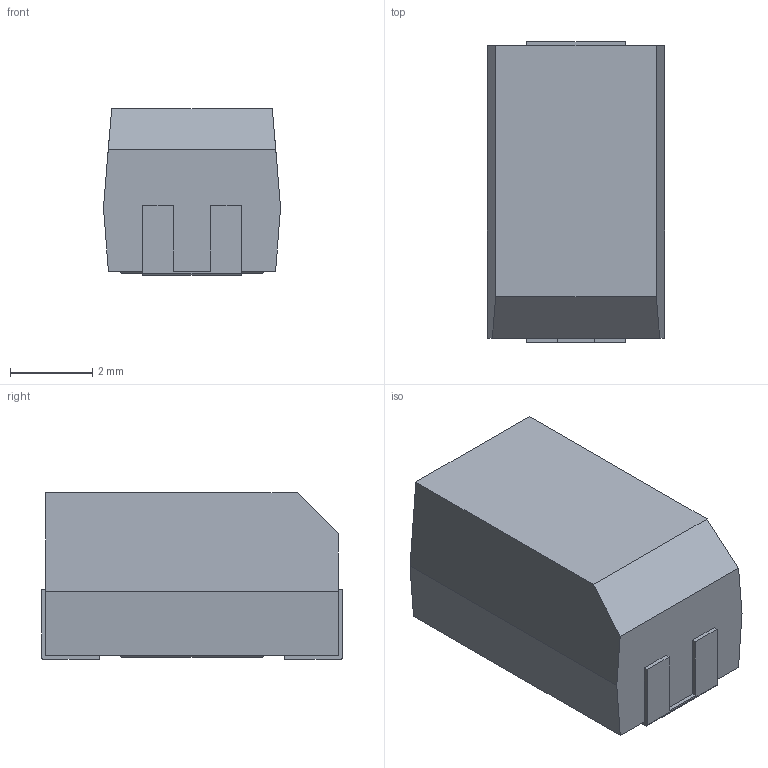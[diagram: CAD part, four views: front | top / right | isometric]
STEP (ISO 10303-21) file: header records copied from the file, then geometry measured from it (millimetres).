
FILE_DESCRIPTION((''),'2;1');
FILE_NAME('CAP_TANT_X_KEMET','2010-10-06T',('Wiebke'),(''),'PRO/ENGINEER BY PARAMETRIC TECHNOLOGY CORPORATION, 2008400','PRO/ENGINEER BY PARAMETRIC TECHNOLOGY CORPORATION, 2008400','');
FILE_SCHEMA(('AUTOMOTIVE_DESIGN_CC2 { 1 2 10303 214 -1 1 5 2 }'));
Length unit declared in the file: millimetre
Products named in the file (1): CAP_TANT_X_KEMET
Bounding box: 4.3 x 7.3 x 4.05 mm (x, y, z)
Volume: 115.8 mm3; surface area: 145.8 mm2
Topology: 1 solids, 1 shells, 32 faces, 87 edges, 58 vertices
Faces by surface type: plane 30, cylinder 2
Entity records: 1161 total; most frequent: CARTESIAN_POINT 179, ORIENTED_EDGE 174, DIRECTION 159, EDGE_CURVE 87, VECTOR 83, LINE 83, VERTEX_POINT 58, COLOUR_RGB 38
